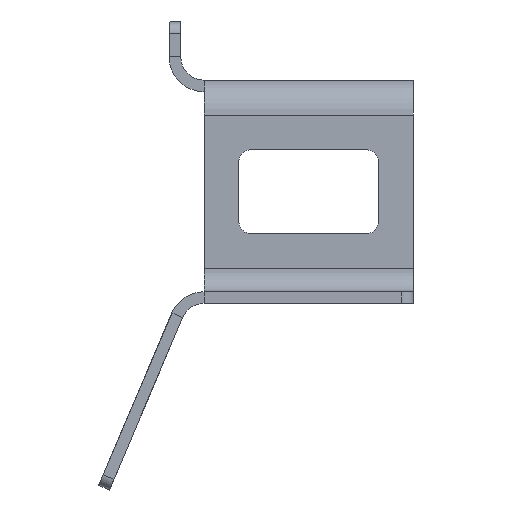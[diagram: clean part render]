
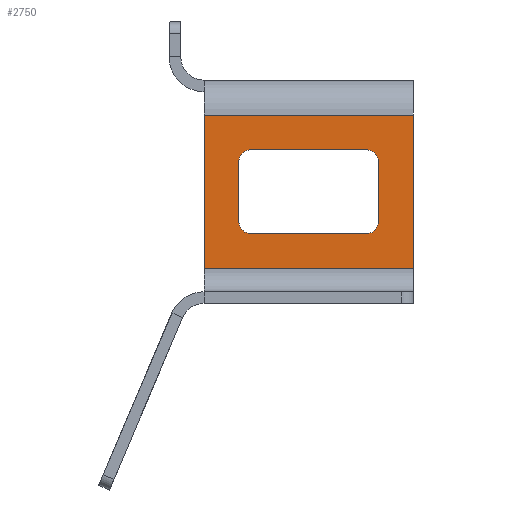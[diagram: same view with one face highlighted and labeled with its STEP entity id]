
A CAD part, front view. The second image highlights one B-rep face of the part: STEP entity #2750.
In plain terms, the highlighted planar face has unit normal (0, -1, 0).
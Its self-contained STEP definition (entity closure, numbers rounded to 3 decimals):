
#30 = ORIENTED_EDGE ( 'NONE', *, *, #824, .T. ) ;
#55 = CARTESIAN_POINT ( 'NONE',  ( 15., 136., 30. ) ) ;
#70 = EDGE_CURVE ( 'NONE', #832, #213, #2365, .T. ) ;
#119 = EDGE_LOOP ( 'NONE', ( #907, #982, #1067, #627, #1763, #2252, #30, #2847 ) ) ;
#175 = VECTOR ( 'NONE', #1057, 1000. ) ;
#213 = VERTEX_POINT ( 'NONE', #2985 ) ;
#222 = VECTOR ( 'NONE', #1380, 1000. ) ;
#252 = CARTESIAN_POINT ( 'NONE',  ( 20., 136., 25. ) ) ;
#267 = VECTOR ( 'NONE', #285, 1000. ) ;
#285 = DIRECTION ( 'NONE',  ( 0., 0., -1. ) ) ;
#312 = EDGE_CURVE ( 'NONE', #1412, #2670, #590, .T. ) ;
#337 = DIRECTION ( 'NONE',  ( 0., 1., 0. ) ) ;
#338 = DIRECTION ( 'NONE',  ( 0., 1., 0. ) ) ;
#403 = DIRECTION ( 'NONE',  ( -1., 0., 0. ) ) ;
#412 = FACE_OUTER_BOUND ( 'NONE', #1559, .T. ) ;
#439 = CARTESIAN_POINT ( 'NONE',  ( 75., 136., 30. ) ) ;
#453 = EDGE_CURVE ( 'NONE', #2558, #2376, #2995, .T. ) ;
#514 = VERTEX_POINT ( 'NONE', #3192 ) ;
#529 = ORIENTED_EDGE ( 'NONE', *, *, #3040, .T. ) ;
#543 = DIRECTION ( 'NONE',  ( 0., 1., 0. ) ) ;
#570 = CARTESIAN_POINT ( 'NONE',  ( 0., 136., 10. ) ) ;
#590 = CIRCLE ( 'NONE', #1888, 5. ) ;
#615 = LINE ( 'NONE', #2791, #1833 ) ;
#627 = ORIENTED_EDGE ( 'NONE', *, *, #312, .T. ) ;
#666 = CIRCLE ( 'NONE', #2017, 5. ) ;
#783 = CARTESIAN_POINT ( 'NONE',  ( 20., 136., 56. ) ) ;
#800 = VERTEX_POINT ( 'NONE', #1711 ) ;
#803 = CARTESIAN_POINT ( 'NONE',  ( 15., 136., 56. ) ) ;
#824 = EDGE_CURVE ( 'NONE', #514, #2576, #2905, .T. ) ;
#832 = VERTEX_POINT ( 'NONE', #2200 ) ;
#907 = ORIENTED_EDGE ( 'NONE', *, *, #70, .T. ) ;
#939 = VECTOR ( 'NONE', #2294, 1000. ) ;
#982 = ORIENTED_EDGE ( 'NONE', *, *, #2384, .T. ) ;
#1028 = DIRECTION ( 'NONE',  ( 0., 0., 1. ) ) ;
#1057 = DIRECTION ( 'NONE',  ( -1., 0., 0. ) ) ;
#1067 = ORIENTED_EDGE ( 'NONE', *, *, #1819, .T. ) ;
#1089 = PLANE ( 'NONE',  #2055 ) ;
#1130 = VERTEX_POINT ( 'NONE', #1929 ) ;
#1317 = AXIS2_PLACEMENT_3D ( 'NONE', #2800, #1329, #3053 ) ;
#1329 = DIRECTION ( 'NONE',  ( 0., 1., 0. ) ) ;
#1380 = DIRECTION ( 'NONE',  ( 0., 0., 1. ) ) ;
#1412 = VERTEX_POINT ( 'NONE', #252 ) ;
#1449 = DIRECTION ( 'NONE',  ( 0., 0., -1. ) ) ;
#1503 = LINE ( 'NONE', #1510, #2659 ) ;
#1510 = CARTESIAN_POINT ( 'NONE',  ( 90., 136., 10. ) ) ;
#1559 = EDGE_LOOP ( 'NONE', ( #2739, #529, #2777, #1664 ) ) ;
#1664 = ORIENTED_EDGE ( 'NONE', *, *, #2808, .T. ) ;
#1706 = VECTOR ( 'NONE', #1449, 1000. ) ;
#1711 = CARTESIAN_POINT ( 'NONE',  ( 90., 136., 10. ) ) ;
#1739 = CARTESIAN_POINT ( 'NONE',  ( 70., 136., 61. ) ) ;
#1763 = ORIENTED_EDGE ( 'NONE', *, *, #2899, .T. ) ;
#1800 = DIRECTION ( 'NONE',  ( 0., 0., 1. ) ) ;
#1819 = EDGE_CURVE ( 'NONE', #1130, #1412, #2044, .T. ) ;
#1833 = VECTOR ( 'NONE', #3047, 1000. ) ;
#1888 = AXIS2_PLACEMENT_3D ( 'NONE', #2049, #337, #1800 ) ;
#1929 = CARTESIAN_POINT ( 'NONE',  ( 70., 136., 25. ) ) ;
#1978 = CARTESIAN_POINT ( 'NONE',  ( 90., 136., 76. ) ) ;
#2006 = CARTESIAN_POINT ( 'NONE',  ( 70., 136., 30. ) ) ;
#2017 = AXIS2_PLACEMENT_3D ( 'NONE', #783, #2495, #1028 ) ;
#2044 = LINE ( 'NONE', #2778, #175 ) ;
#2049 = CARTESIAN_POINT ( 'NONE',  ( 20., 136., 30. ) ) ;
#2052 = DIRECTION ( 'NONE',  ( 0., 0., 1. ) ) ;
#2055 = AXIS2_PLACEMENT_3D ( 'NONE', #3060, #338, #2052 ) ;
#2083 = VECTOR ( 'NONE', #403, 1000. ) ;
#2127 = CARTESIAN_POINT ( 'NONE',  ( 0., 136., 76. ) ) ;
#2172 = LINE ( 'NONE', #2338, #222 ) ;
#2200 = CARTESIAN_POINT ( 'NONE',  ( 75., 136., 56. ) ) ;
#2221 = LINE ( 'NONE', #2234, #267 ) ;
#2234 = CARTESIAN_POINT ( 'NONE',  ( 0., 136., 0. ) ) ;
#2252 = ORIENTED_EDGE ( 'NONE', *, *, #2331, .T. ) ;
#2256 = DIRECTION ( 'NONE',  ( 0., 0., -1. ) ) ;
#2294 = DIRECTION ( 'NONE',  ( 1., 0., 0. ) ) ;
#2331 = EDGE_CURVE ( 'NONE', #2389, #514, #666, .T. ) ;
#2338 = CARTESIAN_POINT ( 'NONE',  ( 90., 136., 0. ) ) ;
#2365 = LINE ( 'NONE', #439, #1706 ) ;
#2376 = VERTEX_POINT ( 'NONE', #2987 ) ;
#2384 = EDGE_CURVE ( 'NONE', #213, #1130, #2700, .T. ) ;
#2389 = VERTEX_POINT ( 'NONE', #803 ) ;
#2495 = DIRECTION ( 'NONE',  ( 0., 1., 0. ) ) ;
#2558 = VERTEX_POINT ( 'NONE', #1978 ) ;
#2576 = VERTEX_POINT ( 'NONE', #1739 ) ;
#2618 = EDGE_CURVE ( 'NONE', #800, #2716, #1503, .T. ) ;
#2659 = VECTOR ( 'NONE', #3010, 1000. ) ;
#2670 = VERTEX_POINT ( 'NONE', #55 ) ;
#2700 = CIRCLE ( 'NONE', #3035, 5. ) ;
#2716 = VERTEX_POINT ( 'NONE', #570 ) ;
#2739 = ORIENTED_EDGE ( 'NONE', *, *, #2618, .F. ) ;
#2750 = ADVANCED_FACE ( 'NONE', ( #3165, #412 ), #1089, .F. ) ;
#2777 = ORIENTED_EDGE ( 'NONE', *, *, #453, .T. ) ;
#2778 = CARTESIAN_POINT ( 'NONE',  ( 20., 136., 25. ) ) ;
#2791 = CARTESIAN_POINT ( 'NONE',  ( 15., 136., 30. ) ) ;
#2800 = CARTESIAN_POINT ( 'NONE',  ( 70., 136., 56. ) ) ;
#2808 = EDGE_CURVE ( 'NONE', #2376, #2716, #2221, .T. ) ;
#2847 = ORIENTED_EDGE ( 'NONE', *, *, #3143, .T. ) ;
#2899 = EDGE_CURVE ( 'NONE', #2670, #2389, #615, .T. ) ;
#2905 = LINE ( 'NONE', #3057, #939 ) ;
#2985 = CARTESIAN_POINT ( 'NONE',  ( 75., 136., 30. ) ) ;
#2987 = CARTESIAN_POINT ( 'NONE',  ( 0., 136., 76. ) ) ;
#2995 = LINE ( 'NONE', #2127, #2083 ) ;
#3010 = DIRECTION ( 'NONE',  ( -1., 0., 0. ) ) ;
#3035 = AXIS2_PLACEMENT_3D ( 'NONE', #2006, #543, #2256 ) ;
#3040 = EDGE_CURVE ( 'NONE', #800, #2558, #2172, .T. ) ;
#3047 = DIRECTION ( 'NONE',  ( 0., 0., 1. ) ) ;
#3053 = DIRECTION ( 'NONE',  ( 0., 0., 1. ) ) ;
#3057 = CARTESIAN_POINT ( 'NONE',  ( 20., 136., 61. ) ) ;
#3060 = CARTESIAN_POINT ( 'NONE',  ( 0., 136., 0. ) ) ;
#3134 = CIRCLE ( 'NONE', #1317, 5. ) ;
#3143 = EDGE_CURVE ( 'NONE', #2576, #832, #3134, .T. ) ;
#3165 = FACE_BOUND ( 'NONE', #119, .T. ) ;
#3192 = CARTESIAN_POINT ( 'NONE',  ( 20., 136., 61. ) ) ;
